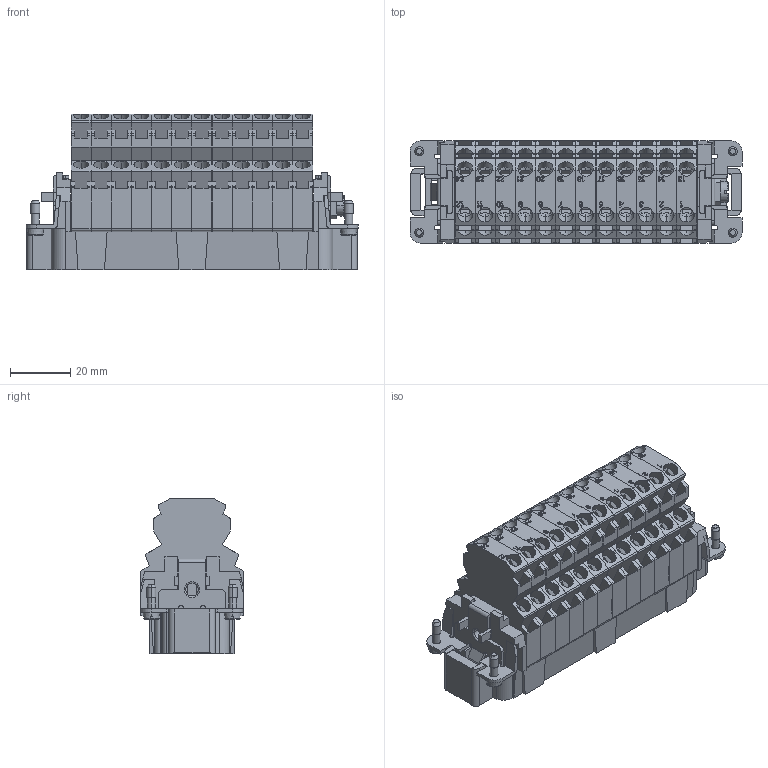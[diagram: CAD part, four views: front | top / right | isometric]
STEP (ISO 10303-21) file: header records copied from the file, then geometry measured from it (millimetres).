
FILE_DESCRIPTION(('Creo Elements/Direct Modeling STEP Export'),'2;1');
FILE_NAME('CSSM 24.stp','2014-01-08T12:11:50',(''),(''),'Creo Elements/Direct Modeling STEP processor for AP214 (Solid Model)','Creo Elements/Direct Modeling 18.0B 02-Dec-2011 (C) Parametric Technology GmbH','');
FILE_SCHEMA(('AUTOMOTIVE_DESIGN { 1 0 10303 214 1 1 1 1 }'));
Products named in the file (4): CORPO; PIAST_2; PIAST_1; CSSM_24
Assembly tree (3 placements, depth 2):
  CSSM_24
    PIAST_1
    PIAST_2
    CORPO
Bounding box: 110.4 x 34 x 51.7 mm (x, y, z)
Volume: 93665 mm3; surface area: 60772.6 mm2
Topology: 3 solids, 3 shells, 5480 faces, 15475 edges, 10179 vertices
Faces by surface type: plane 4571, cylinder 579, cone 210, torus 64, extrusion 26, bspline 26, sphere 4
Entity records: 215730 total; most frequent: CARTESIAN_POINT 57240, ORIENTED_EDGE 30890, DIRECTION 26257, EDGE_CURVE 15445, VECTOR 13381, LINE 13355, VERTEX_POINT 10179, AXIS2_PLACEMENT_3D 6438
